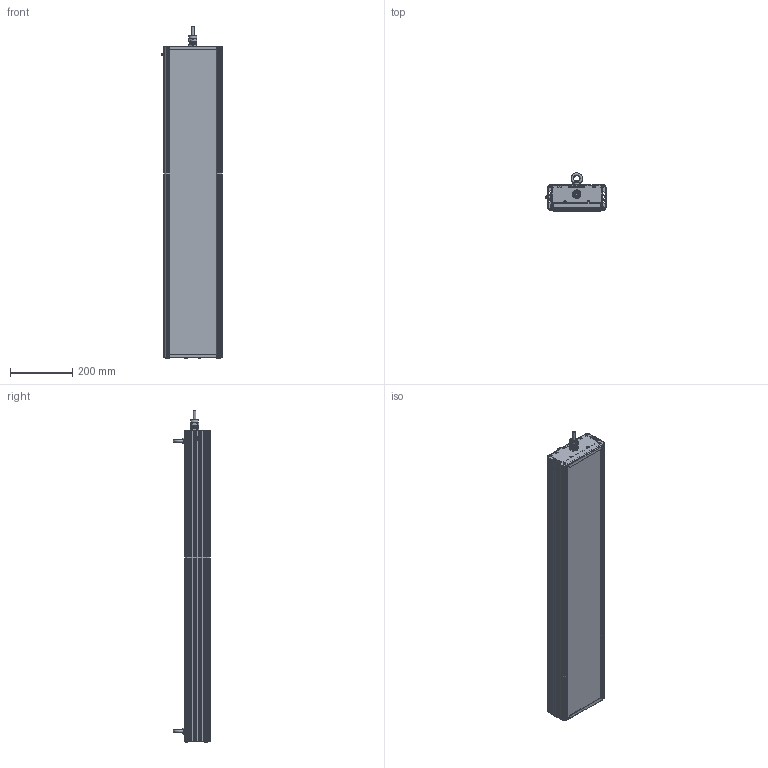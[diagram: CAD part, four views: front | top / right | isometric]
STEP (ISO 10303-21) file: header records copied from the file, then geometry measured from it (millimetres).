
FILE_DESCRIPTION(('STEP AP214'), '1');
FILE_NAME('001.0095.40.000 - 藷旆-椻嚦譇-2癱-200', '', ('UNSPECIFIED'), ('UNSPECIFIED'), 'C3D Converter', 'C3D Toolkit', '');
FILE_SCHEMA(('AUTOMOTIVE_DESIGN { 1 0 10303 214 3 1 1}'));
Length unit declared in the file: millimetre
Products named in the file (28): 001.0095.40.000; 001.0065.02.000
Assembly tree (69 placements, depth 4):
  001.0095.40.000
    (unnamed)
      (unnamed)
      (unnamed)
      (unnamed)
      (unnamed)
      (unnamed)
      (unnamed)
      (unnamed)
      (unnamed)  x6
      (unnamed)  x6
      (unnamed)
      (unnamed)
      (unnamed)  x20
        (unnamed)
        (unnamed)
        (unnamed)
        (unnamed)
        (unnamed)
        (unnamed)
        (unnamed)
        (unnamed)
        (unnamed)
      (unnamed)
        (unnamed)
    001.0065.02.000  x2
      (unnamed)
      (unnamed)
Bounding box: 192.43 x 121.61 x 1064.5 mm (x, y, z)
Volume: 2948428.3 mm3; surface area: 2274565.8 mm2
Topology: 667 solids, 667 shells, 6337 faces, 14295 edges, 9496 vertices
Faces by surface type: plane 4550, cylinder 1580, cone 91, bspline 91, sphere 20, torus 5
Full cylindrical faces by diameter (mm): 1 x20, 2 x40, 2.5 x80, 2.8 x500, 3.2 x20, 3.5 x100, 4 x13, 5 x2, 6 x3, 7 x2, 8 x12, 10 x1, 12.5 x1, 13 x1, 16 x1, 17 x1, 18 x1, 18.5 x1, 19 x1, 20 x1, 21.5 x1, 22 x2, 25.5 x1
Entity records: 69220 total; most frequent: CARTESIAN_POINT 33343, DIRECTION 6222, ORIENTED_EDGE 5258, EDGE_CURVE 2629, AXIS2_PLACEMENT_3D 2235, VERTEX_POINT 1813, LINE 1752, VECTOR 1752
